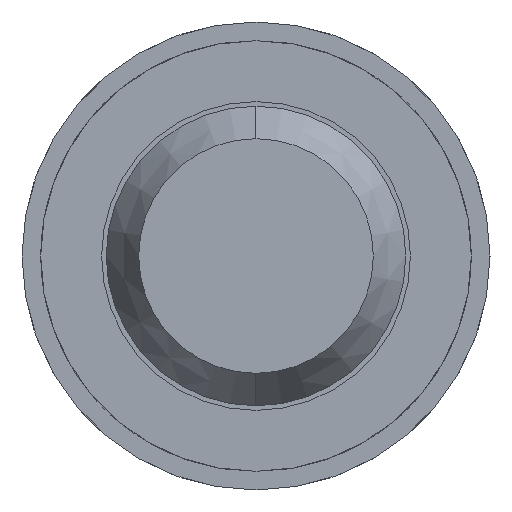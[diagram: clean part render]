
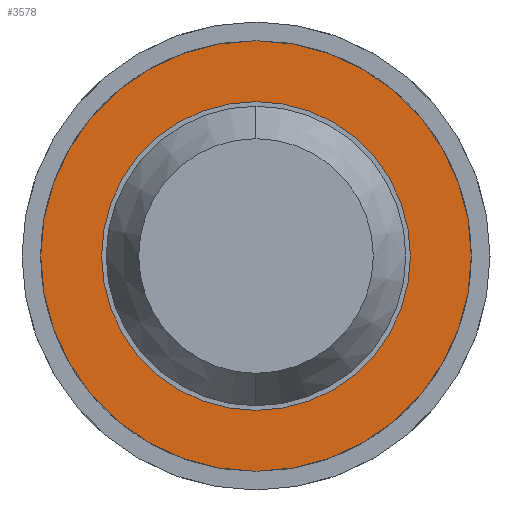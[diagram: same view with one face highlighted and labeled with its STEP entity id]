
A CAD part, front view. The second image highlights one B-rep face of the part: STEP entity #3578.
In plain terms, the highlighted planar face has unit normal (0, -1, 0).
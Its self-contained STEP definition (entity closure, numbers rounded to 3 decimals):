
#32 = VERTEX_POINT ( 'NONE', #1042 ) ;
#106 = CARTESIAN_POINT ( 'NONE',  ( 0., -1.7, 0. ) ) ;
#450 = ORIENTED_EDGE ( 'NONE', *, *, #1464, .F. ) ;
#482 = VERTEX_POINT ( 'NONE', #1602 ) ;
#500 = AXIS2_PLACEMENT_3D ( 'NONE', #3745, #1162, #1491 ) ;
#697 = EDGE_LOOP ( 'NONE', ( #2527, #450 ) ) ;
#826 = CARTESIAN_POINT ( 'NONE',  ( 0.825, -1.7, 0. ) ) ;
#1042 = CARTESIAN_POINT ( 'NONE',  ( 0., -1.7, 0.825 ) ) ;
#1062 = DIRECTION ( 'NONE',  ( 0., 0., 1. ) ) ;
#1162 = DIRECTION ( 'NONE',  ( 0., 1., 0. ) ) ;
#1163 = CIRCLE ( 'NONE', #1562, 0.825 ) ;
#1464 = EDGE_CURVE ( 'NONE', #4563, #2830, #4497, .T. ) ;
#1491 = DIRECTION ( 'NONE',  ( 0., 0., 1. ) ) ;
#1562 = AXIS2_PLACEMENT_3D ( 'NONE', #3281, #1764, #1062 ) ;
#1602 = CARTESIAN_POINT ( 'NONE',  ( 0., -1.7, -0.825 ) ) ;
#1764 = DIRECTION ( 'NONE',  ( 0., 1., 0. ) ) ;
#1787 = PLANE ( 'NONE',  #2468 ) ;
#1974 = CIRCLE ( 'NONE', #500, 1.15 ) ;
#1986 = ORIENTED_EDGE ( 'NONE', *, *, #4466, .T. ) ;
#2071 = CIRCLE ( 'NONE', #2112, 0.825 ) ;
#2081 = CARTESIAN_POINT ( 'NONE',  ( 0., -1.7, -1.15 ) ) ;
#2112 = AXIS2_PLACEMENT_3D ( 'NONE', #2982, #3756, #4544 ) ;
#2164 = ORIENTED_EDGE ( 'NONE', *, *, #4886, .T. ) ;
#2276 = DIRECTION ( 'NONE',  ( 0., 0., 1. ) ) ;
#2314 = DIRECTION ( 'NONE',  ( 0., 0., 1. ) ) ;
#2468 = AXIS2_PLACEMENT_3D ( 'NONE', #826, #3711, #2276 ) ;
#2527 = ORIENTED_EDGE ( 'NONE', *, *, #3886, .F. ) ;
#2593 = EDGE_LOOP ( 'NONE', ( #2164, #1986 ) ) ;
#2830 = VERTEX_POINT ( 'NONE', #3115 ) ;
#2982 = CARTESIAN_POINT ( 'NONE',  ( 0., -1.7, 0. ) ) ;
#3115 = CARTESIAN_POINT ( 'NONE',  ( 0., -1.7, 1.15 ) ) ;
#3211 = FACE_OUTER_BOUND ( 'NONE', #697, .T. ) ;
#3257 = AXIS2_PLACEMENT_3D ( 'NONE', #106, #3420, #2314 ) ;
#3281 = CARTESIAN_POINT ( 'NONE',  ( 0., -1.7, 0. ) ) ;
#3420 = DIRECTION ( 'NONE',  ( 0., 1., 0. ) ) ;
#3578 = ADVANCED_FACE ( 'NONE', ( #3211, #4138 ), #1787, .F. ) ;
#3711 = DIRECTION ( 'NONE',  ( 0., 1., 0. ) ) ;
#3745 = CARTESIAN_POINT ( 'NONE',  ( 0., -1.7, 0. ) ) ;
#3756 = DIRECTION ( 'NONE',  ( 0., 1., 0. ) ) ;
#3886 = EDGE_CURVE ( 'NONE', #2830, #4563, #1974, .T. ) ;
#4138 = FACE_BOUND ( 'NONE', #2593, .T. ) ;
#4466 = EDGE_CURVE ( 'NONE', #482, #32, #2071, .T. ) ;
#4497 = CIRCLE ( 'NONE', #3257, 1.15 ) ;
#4544 = DIRECTION ( 'NONE',  ( 0., 0., 1. ) ) ;
#4563 = VERTEX_POINT ( 'NONE', #2081 ) ;
#4886 = EDGE_CURVE ( 'NONE', #32, #482, #1163, .T. ) ;
